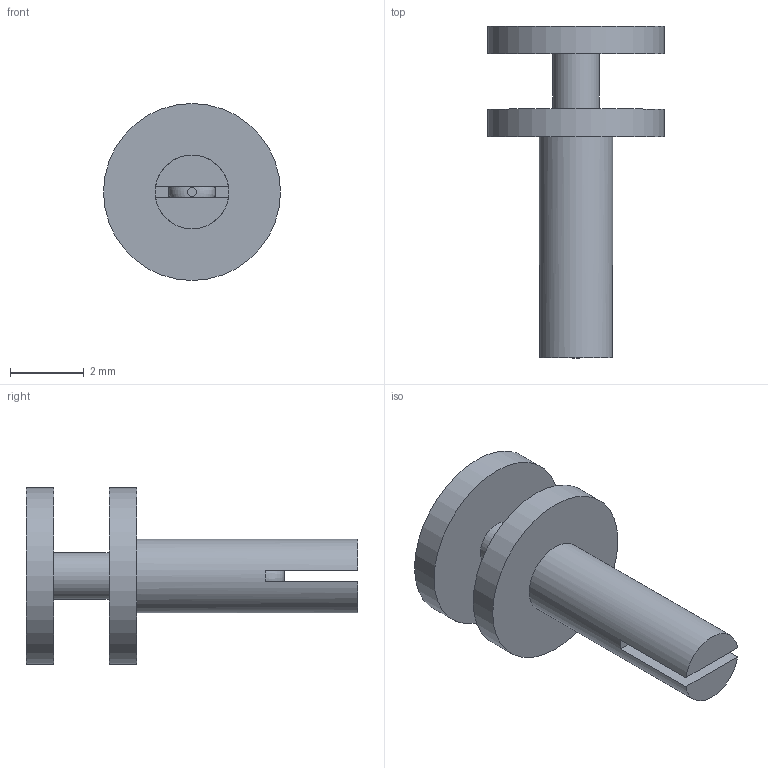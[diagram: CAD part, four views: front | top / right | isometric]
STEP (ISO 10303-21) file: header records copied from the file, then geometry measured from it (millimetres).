
FILE_DESCRIPTION(/* description */ ('Unknown'),/* implementation_level */ '2;1');
FILE_NAME(/* name */ '700970600',/* time_stamp */ '2019-01-03T15:53:48+01:00',/* author */ ('Unknown'),/* organization */ ('Unknown'),/* preprocessor_version */ 'ST-DEVELOPER v16.7',/* originating_system */ 'DEX',/* authorisation */ $);
FILE_SCHEMA (('AUTOMOTIVE_DESIGN {1 0 10303 214 3 1 1}'));
Length unit declared in the file: millimetre
Products named in the file (3): 700970600_3D; 700970600_holder; 700970600_pin
Assembly tree (2 placements, depth 2):
  700970600_3D
    700970600_holder
    700970600_pin
Bounding box: 4.8 x 9 x 4.8 mm (x, y, z)
Volume: 45.9 mm3; surface area: 181.3 mm2
Topology: 2 solids, 2 shells, 19 faces, 42 edges, 28 vertices
Faces by surface type: plane 11, cylinder 5, cone 2, torus 1
Full cylindrical faces by diameter (mm): 1.25 x1, 1.3 x1, 2 x1, 4.8 x2
Entity records: 563 total; most frequent: DIRECTION 92, CARTESIAN_POINT 92, ORIENTED_EDGE 66, AXIS2_PLACEMENT_3D 39, EDGE_CURVE 33, EDGE_LOOP 28, FACE_BOUND 28, VERTEX_POINT 25
